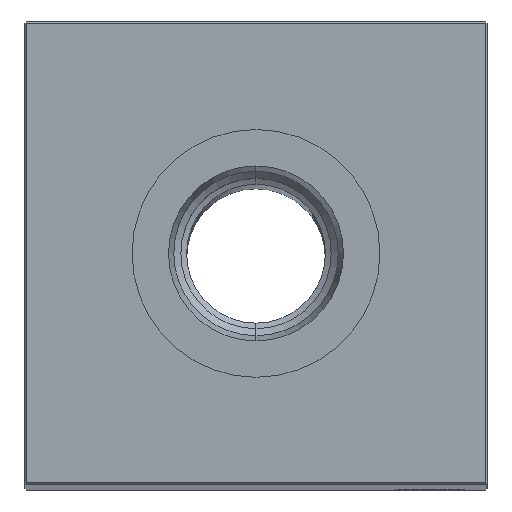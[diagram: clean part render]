
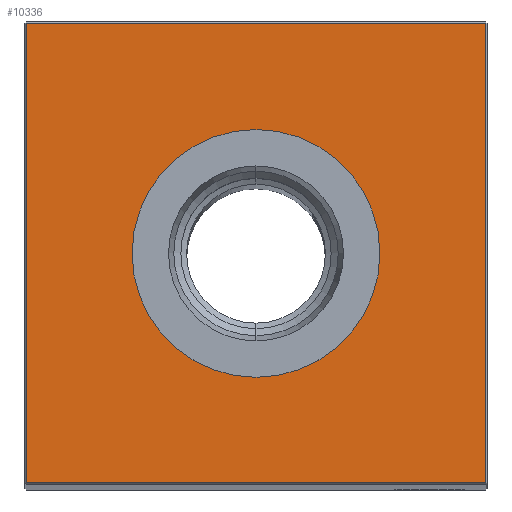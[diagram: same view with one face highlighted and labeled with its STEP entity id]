
A CAD part, top view. The second image highlights one B-rep face of the part: STEP entity #10336.
In plain terms, the highlighted planar face has unit normal (0, 0, 1).
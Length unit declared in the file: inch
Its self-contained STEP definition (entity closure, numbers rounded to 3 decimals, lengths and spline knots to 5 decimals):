
#259 = CIRCLE ( 'NONE', #15174, 0.66929 ) ;
#568 = CARTESIAN_POINT ( 'NONE',  ( 1.24, 1.24, 16. ) ) ;
#969 = CARTESIAN_POINT ( 'NONE',  ( -1.24, 1.24, 16. ) ) ;
#1066 = VERTEX_POINT ( 'NONE', #15182 ) ;
#1326 = ORIENTED_EDGE ( 'NONE', *, *, #14847, .T. ) ;
#2211 = CARTESIAN_POINT ( 'NONE',  ( 0., -1.24, 16. ) ) ;
#2284 = DIRECTION ( 'NONE',  ( 0., 0., -1. ) ) ;
#2360 = DIRECTION ( 'NONE',  ( 0., 0., -1. ) ) ;
#3131 = CARTESIAN_POINT ( 'NONE',  ( 0., 1.24, 16. ) ) ;
#3280 = EDGE_CURVE ( 'NONE', #19437, #17860, #4998, .T. ) ;
#3902 = DIRECTION ( 'NONE',  ( 0., 1., 0. ) ) ;
#3962 = CARTESIAN_POINT ( 'NONE',  ( 0., 0., 16. ) ) ;
#4998 = LINE ( 'NONE', #3131, #20967 ) ;
#5755 = VECTOR ( 'NONE', #3902, 39.37008 ) ;
#6972 = AXIS2_PLACEMENT_3D ( 'NONE', #7755, #2284, #20565 ) ;
#7358 = CARTESIAN_POINT ( 'NONE',  ( -1.24, -1.24, 16. ) ) ;
#7724 = ORIENTED_EDGE ( 'NONE', *, *, #3280, .T. ) ;
#7755 = CARTESIAN_POINT ( 'NONE',  ( 0., 0., 16. ) ) ;
#9377 = DIRECTION ( 'NONE',  ( -1., 0., 0. ) ) ;
#10214 = VERTEX_POINT ( 'NONE', #7358 ) ;
#10336 = ADVANCED_FACE ( 'NONE', ( #21381, #18039 ), #20310, .F. ) ;
#10432 = CIRCLE ( 'NONE', #10451, 0.66929 ) ;
#10451 = AXIS2_PLACEMENT_3D ( 'NONE', #3962, #2360, #14097 ) ;
#10583 = ORIENTED_EDGE ( 'NONE', *, *, #16529, .T. ) ;
#11611 = DIRECTION ( 'NONE',  ( 0., 0., -1. ) ) ;
#11709 = CARTESIAN_POINT ( 'NONE',  ( 0., -0.66929, 16. ) ) ;
#12036 = DIRECTION ( 'NONE',  ( 0., -1., 0. ) ) ;
#12059 = ORIENTED_EDGE ( 'NONE', *, *, #16328, .T. ) ;
#12467 = DIRECTION ( 'NONE',  ( 1., 0., 0. ) ) ;
#13297 = EDGE_CURVE ( 'NONE', #17860, #10214, #15790, .T. ) ;
#13651 = LINE ( 'NONE', #24313, #5755 ) ;
#14097 = DIRECTION ( 'NONE',  ( -1., 0., 0. ) ) ;
#14197 = ORIENTED_EDGE ( 'NONE', *, *, #13297, .T. ) ;
#14777 = CARTESIAN_POINT ( 'NONE',  ( 1.24, -1.24, 16. ) ) ;
#14847 = EDGE_CURVE ( 'NONE', #10214, #17275, #21874, .T. ) ;
#15174 = AXIS2_PLACEMENT_3D ( 'NONE', #16020, #11611, #19764 ) ;
#15182 = CARTESIAN_POINT ( 'NONE',  ( 0., 0.66929, 16. ) ) ;
#15790 = LINE ( 'NONE', #18328, #17972 ) ;
#16020 = CARTESIAN_POINT ( 'NONE',  ( 0., 0., 16. ) ) ;
#16328 = EDGE_CURVE ( 'NONE', #1066, #22824, #10432, .T. ) ;
#16529 = EDGE_CURVE ( 'NONE', #17275, #19437, #13651, .T. ) ;
#16684 = EDGE_LOOP ( 'NONE', ( #12059, #23056 ) ) ;
#16693 = EDGE_LOOP ( 'NONE', ( #14197, #1326, #10583, #7724 ) ) ;
#17275 = VERTEX_POINT ( 'NONE', #14777 ) ;
#17860 = VERTEX_POINT ( 'NONE', #969 ) ;
#17972 = VECTOR ( 'NONE', #12036, 39.37008 ) ;
#18039 = FACE_BOUND ( 'NONE', #16684, .T. ) ;
#18328 = CARTESIAN_POINT ( 'NONE',  ( -1.24, 0., 16. ) ) ;
#19437 = VERTEX_POINT ( 'NONE', #568 ) ;
#19764 = DIRECTION ( 'NONE',  ( -1., 0., 0. ) ) ;
#20310 = PLANE ( 'NONE',  #6972 ) ;
#20565 = DIRECTION ( 'NONE',  ( -1., 0., 0. ) ) ;
#20597 = EDGE_CURVE ( 'NONE', #22824, #1066, #259, .T. ) ;
#20967 = VECTOR ( 'NONE', #9377, 39.37008 ) ;
#21381 = FACE_OUTER_BOUND ( 'NONE', #16693, .T. ) ;
#21874 = LINE ( 'NONE', #2211, #23694 ) ;
#22824 = VERTEX_POINT ( 'NONE', #11709 ) ;
#23056 = ORIENTED_EDGE ( 'NONE', *, *, #20597, .T. ) ;
#23694 = VECTOR ( 'NONE', #12467, 39.37008 ) ;
#24313 = CARTESIAN_POINT ( 'NONE',  ( 1.24, 0., 16. ) ) ;
